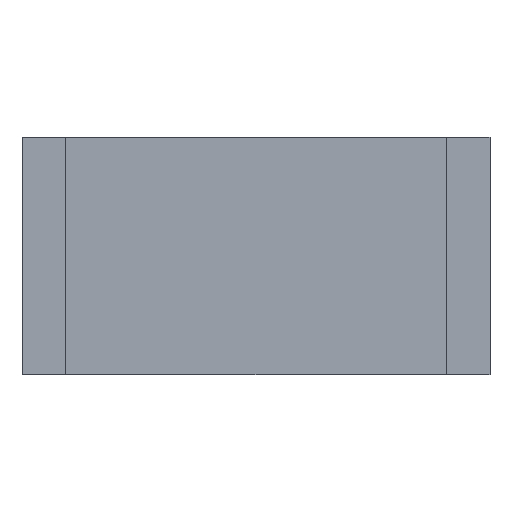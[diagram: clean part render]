
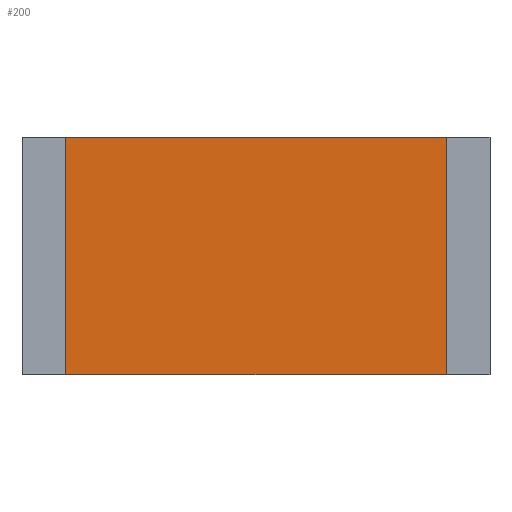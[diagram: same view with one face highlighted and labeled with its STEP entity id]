
A CAD part, top view. The second image highlights one B-rep face of the part: STEP entity #200.
In plain terms, the highlighted planar face has unit normal (0, 0, 1).
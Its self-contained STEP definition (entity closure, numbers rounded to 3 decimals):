
#72=CARTESIAN_POINT('',(3.2,-1.65,0.65));
#73=VERTEX_POINT('',#72);
#80=CARTESIAN_POINT('',(-3.2,-1.65,0.65));
#81=VERTEX_POINT('',#80);
#82=CARTESIAN_POINT('',(3.2,-1.65,0.65));
#83=DIRECTION('',(-1.0,0.0,0.0));
#84=VECTOR('',#83,6.4);
#85=LINE('',#82,#84);
#86=EDGE_CURVE('',#73,#81,#85,.T.);
#110=CARTESIAN_POINT('',(3.2,1.65,0.65));
#111=VERTEX_POINT('',#110);
#128=CARTESIAN_POINT('',(-3.2,1.65,0.65));
#129=VERTEX_POINT('',#128);
#136=CARTESIAN_POINT('',(-3.2,1.65,0.65));
#137=DIRECTION('',(1.0,0.0,0.0));
#138=VECTOR('',#137,6.4);
#139=LINE('',#136,#138);
#140=EDGE_CURVE('',#129,#111,#139,.T.);
#172=CARTESIAN_POINT('',(-3.2,-1.65,0.65));
#173=DIRECTION('',(0.0,1.0,0.0));
#174=VECTOR('',#173,3.3);
#175=LINE('',#172,#174);
#176=EDGE_CURVE('',#81,#129,#175,.T.);
#184=CARTESIAN_POINT('',(0.0,0.,0.65));
#185=DIRECTION('',(0.0,0.0,-1.0));
#186=DIRECTION('',(0.0,1.0,0.0));
#187=AXIS2_PLACEMENT_3D('',#184,#185,#186);
#188=PLANE('',#187);
#189=CARTESIAN_POINT('',(3.2,-1.65,0.65));
#190=DIRECTION('',(0.0,1.0,0.0));
#191=VECTOR('',#190,3.3);
#192=LINE('',#189,#191);
#193=EDGE_CURVE('',#73,#111,#192,.T.);
#194=ORIENTED_EDGE('',*,*,#193,.T.);
#195=ORIENTED_EDGE('',*,*,#140,.F.);
#196=ORIENTED_EDGE('',*,*,#176,.F.);
#197=ORIENTED_EDGE('',*,*,#86,.F.);
#198=EDGE_LOOP('',(#194,#195,#196,#197));
#199=FACE_OUTER_BOUND('',#198,.T.);
#200=ADVANCED_FACE('',(#199),#188,.F.);
